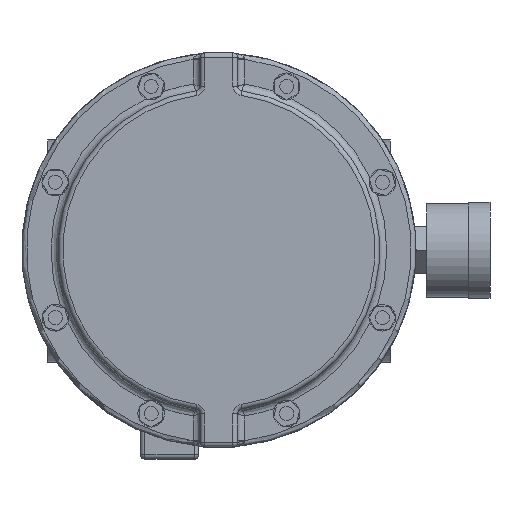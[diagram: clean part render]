
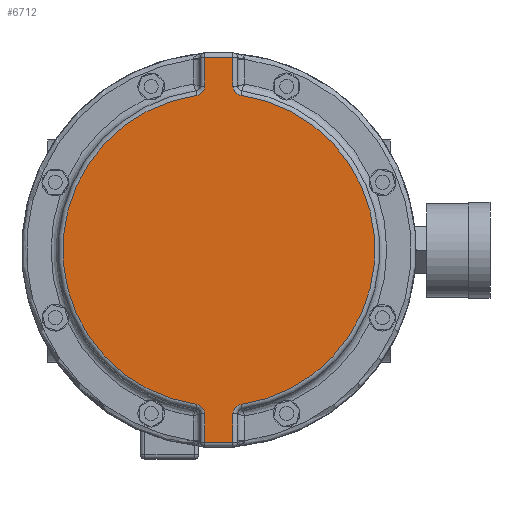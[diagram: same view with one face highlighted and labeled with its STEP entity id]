
A CAD part, top view. The second image highlights one B-rep face of the part: STEP entity #6712.
In plain terms, the highlighted planar face has unit normal (0, 0, 1).
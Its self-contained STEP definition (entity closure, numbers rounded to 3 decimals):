
#6228=CARTESIAN_POINT('',(-6.,69.787,442.));
#6229=VERTEX_POINT('',#6228);
#6237=CARTESIAN_POINT('',(-6.,82.0,442.));
#6238=VERTEX_POINT('',#6237);
#6239=CARTESIAN_POINT('',(-6.,69.787,442.));
#6240=DIRECTION('',(0.0,1.0,0.0));
#6241=VECTOR('',#6240,12.213);
#6242=LINE('',#6239,#6241);
#6243=EDGE_CURVE('',#6229,#6238,#6242,.T.);
#6270=CARTESIAN_POINT('',(-9.433,65.828,442.));
#6271=VERTEX_POINT('',#6270);
#6279=CARTESIAN_POINT('',(-10.,69.787,442.));
#6280=DIRECTION('',(0.,0.,1.0));
#6281=DIRECTION('',(0.756,-0.655,0.));
#6282=AXIS2_PLACEMENT_3D('',#6279,#6280,#6281);
#6283=CIRCLE('',#6282,4.);
#6284=EDGE_CURVE('',#6271,#6229,#6283,.T.);
#6304=CARTESIAN_POINT('',(-9.433,-65.828,442.));
#6305=VERTEX_POINT('',#6304);
#6313=CARTESIAN_POINT('',(0.,0.,442.));
#6314=DIRECTION('',(0.0,0.0,-1.0));
#6315=DIRECTION('',(-1.0,0.0,0.0));
#6316=AXIS2_PLACEMENT_3D('',#6313,#6314,#6315);
#6317=CIRCLE('',#6316,66.5);
#6318=EDGE_CURVE('',#6305,#6271,#6317,.T.);
#6338=CARTESIAN_POINT('',(-6.,-69.787,442.));
#6339=VERTEX_POINT('',#6338);
#6347=CARTESIAN_POINT('',(-10.,-69.787,442.));
#6348=DIRECTION('',(0.,0.,1.0));
#6349=DIRECTION('',(0.756,0.655,0.));
#6350=AXIS2_PLACEMENT_3D('',#6347,#6348,#6349);
#6351=CIRCLE('',#6350,4.);
#6352=EDGE_CURVE('',#6339,#6305,#6351,.T.);
#6372=CARTESIAN_POINT('',(-6.,-82.,442.));
#6373=VERTEX_POINT('',#6372);
#6381=CARTESIAN_POINT('',(-6.,-82.,442.));
#6382=DIRECTION('',(0.0,1.0,0.0));
#6383=VECTOR('',#6382,12.213);
#6384=LINE('',#6381,#6383);
#6385=EDGE_CURVE('',#6373,#6339,#6384,.T.);
#6402=CARTESIAN_POINT('',(6.,82.0,442.));
#6403=VERTEX_POINT('',#6402);
#6426=CARTESIAN_POINT('',(-6.,82.0,442.));
#6427=DIRECTION('',(1.0,0.0,0.0));
#6428=VECTOR('',#6427,12.);
#6429=LINE('',#6426,#6428);
#6430=EDGE_CURVE('',#6238,#6403,#6429,.T.);
#6440=CARTESIAN_POINT('',(6.,69.787,442.));
#6441=VERTEX_POINT('',#6440);
#6457=CARTESIAN_POINT('',(6.,82.0,442.));
#6458=DIRECTION('',(0.0,-1.0,0.0));
#6459=VECTOR('',#6458,12.213);
#6460=LINE('',#6457,#6459);
#6461=EDGE_CURVE('',#6403,#6441,#6460,.T.);
#6471=CARTESIAN_POINT('',(9.433,65.828,442.));
#6472=VERTEX_POINT('',#6471);
#6482=CARTESIAN_POINT('',(10.0,69.787,442.));
#6483=DIRECTION('',(0.,0.,1.));
#6484=DIRECTION('',(-0.756,-0.655,0.));
#6485=AXIS2_PLACEMENT_3D('',#6482,#6483,#6484);
#6486=CIRCLE('',#6485,4.0);
#6487=EDGE_CURVE('',#6441,#6472,#6486,.T.);
#6497=CARTESIAN_POINT('',(9.433,-65.828,442.));
#6498=VERTEX_POINT('',#6497);
#6508=CARTESIAN_POINT('',(0.,0.,442.));
#6509=DIRECTION('',(0.0,0.0,-1.0));
#6510=DIRECTION('',(1.0,0.0,0.0));
#6511=AXIS2_PLACEMENT_3D('',#6508,#6509,#6510);
#6512=CIRCLE('',#6511,66.5);
#6513=EDGE_CURVE('',#6472,#6498,#6512,.T.);
#6523=CARTESIAN_POINT('',(6.0,-69.787,442.));
#6524=VERTEX_POINT('',#6523);
#6534=CARTESIAN_POINT('',(10.0,-69.787,442.));
#6535=DIRECTION('',(0.,0.,1.));
#6536=DIRECTION('',(-0.756,0.655,0.));
#6537=AXIS2_PLACEMENT_3D('',#6534,#6535,#6536);
#6538=CIRCLE('',#6537,4.0);
#6539=EDGE_CURVE('',#6498,#6524,#6538,.T.);
#6549=CARTESIAN_POINT('',(6.,-82.,442.));
#6550=VERTEX_POINT('',#6549);
#6560=CARTESIAN_POINT('',(6.0,-69.787,442.));
#6561=DIRECTION('',(0.0,-1.0,0.0));
#6562=VECTOR('',#6561,12.213);
#6563=LINE('',#6560,#6562);
#6564=EDGE_CURVE('',#6524,#6550,#6563,.T.);
#6609=CARTESIAN_POINT('',(6.,-82.,442.));
#6610=DIRECTION('',(-1.0,0.0,0.0));
#6611=VECTOR('',#6610,12.);
#6612=LINE('',#6609,#6611);
#6613=EDGE_CURVE('',#6550,#6373,#6612,.T.);
#6693=CARTESIAN_POINT('',(0.,0.,442.));
#6694=DIRECTION('',(0.0,0.0,-1.0));
#6695=DIRECTION('',(-1.0,0.0,0.0));
#6696=AXIS2_PLACEMENT_3D('',#6693,#6694,#6695);
#6697=PLANE('',#6696);
#6698=ORIENTED_EDGE('',*,*,#6243,.F.);
#6699=ORIENTED_EDGE('',*,*,#6284,.F.);
#6700=ORIENTED_EDGE('',*,*,#6318,.F.);
#6701=ORIENTED_EDGE('',*,*,#6352,.F.);
#6702=ORIENTED_EDGE('',*,*,#6385,.F.);
#6703=ORIENTED_EDGE('',*,*,#6613,.F.);
#6704=ORIENTED_EDGE('',*,*,#6564,.F.);
#6705=ORIENTED_EDGE('',*,*,#6539,.F.);
#6706=ORIENTED_EDGE('',*,*,#6513,.F.);
#6707=ORIENTED_EDGE('',*,*,#6487,.F.);
#6708=ORIENTED_EDGE('',*,*,#6461,.F.);
#6709=ORIENTED_EDGE('',*,*,#6430,.F.);
#6710=EDGE_LOOP('',(#6698,#6699,#6700,#6701,#6702,#6703,#6704,#6705,#6706,#6707,#6708,#6709));
#6711=FACE_OUTER_BOUND('',#6710,.T.);
#6712=ADVANCED_FACE('',(#6711),#6697,.F.);
